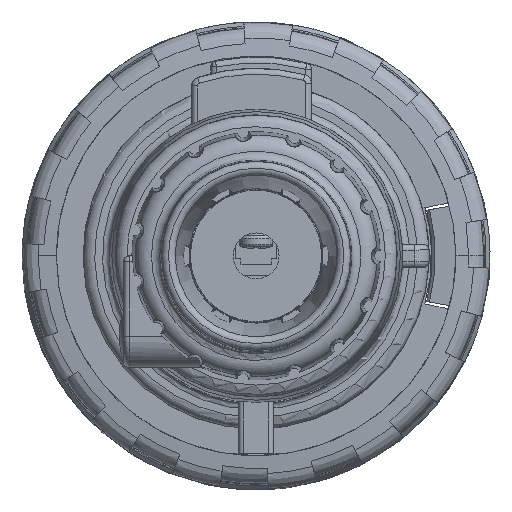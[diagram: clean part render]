
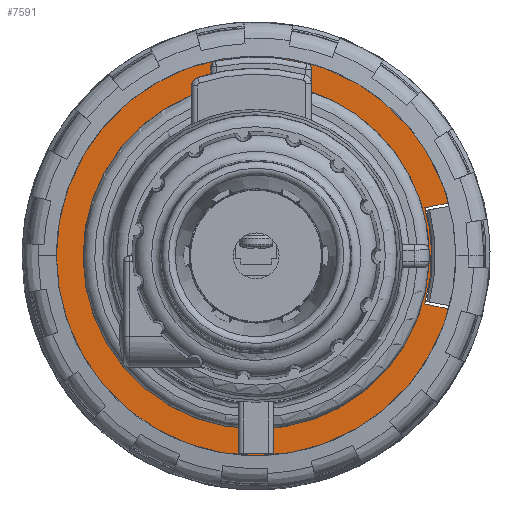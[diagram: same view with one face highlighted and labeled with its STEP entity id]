
A CAD part, front view. The second image highlights one B-rep face of the part: STEP entity #7591.
In plain terms, the highlighted planar face has unit normal (0, -1, 0).
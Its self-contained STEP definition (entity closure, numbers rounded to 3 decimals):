
#233=ELLIPSE('',#26603,30.15,30.15);
#985=LINE('',#53525,#2312);
#986=LINE('',#53531,#2313);
#1036=LINE('',#53914,#2363);
#1037=LINE('',#53921,#2364);
#2312=VECTOR('',#31094,1.);
#2313=VECTOR('',#31105,1.);
#2363=VECTOR('',#31237,1.);
#2364=VECTOR('',#31240,1.);
#5267=PLANE('',#26605);
#7591=ADVANCED_FACE('',(#8475,#8476,#8477),#5267,.T.);
#8475=FACE_BOUND('',#9734,.T.);
#8476=FACE_BOUND('',#9735,.T.);
#8477=FACE_BOUND('',#9736,.T.);
#9734=EDGE_LOOP('',(#15089,#15090,#15091,#15092));
#9735=EDGE_LOOP('',(#15093));
#9736=EDGE_LOOP('',(#15094,#15095,#15096,#15097,#15098,#15099));
#15089=ORIENTED_EDGE('',*,*,#22713,.T.);
#15090=ORIENTED_EDGE('',*,*,#22686,.T.);
#15091=ORIENTED_EDGE('',*,*,#22484,.F.);
#15092=ORIENTED_EDGE('',*,*,#22688,.F.);
#15093=ORIENTED_EDGE('',*,*,#22714,.T.);
#15094=ORIENTED_EDGE('',*,*,#22589,.T.);
#15095=ORIENTED_EDGE('',*,*,#22605,.T.);
#15096=ORIENTED_EDGE('',*,*,#22599,.T.);
#15097=ORIENTED_EDGE('',*,*,#22604,.T.);
#15098=ORIENTED_EDGE('',*,*,#22594,.F.);
#15099=ORIENTED_EDGE('',*,*,#22602,.F.);
#19308=VERTEX_POINT('',#53062);
#19309=VERTEX_POINT('',#53063);
#19381=VERTEX_POINT('',#53500);
#19382=VERTEX_POINT('',#53502);
#19383=VERTEX_POINT('',#53509);
#19384=VERTEX_POINT('',#53511);
#19385=VERTEX_POINT('',#53518);
#19386=VERTEX_POINT('',#53520);
#19447=VERTEX_POINT('',#53915);
#19448=VERTEX_POINT('',#53922);
#19462=VERTEX_POINT('',#53977);
#22484=EDGE_CURVE('',#19308,#19309,#24582,.T.);
#22589=EDGE_CURVE('',#19382,#19381,#24621,.T.);
#22594=EDGE_CURVE('',#19383,#19384,#24622,.T.);
#22599=EDGE_CURVE('',#19386,#19385,#24623,.T.);
#22602=EDGE_CURVE('',#19382,#19383,#985,.T.);
#22604=EDGE_CURVE('',#19385,#19384,#24626,.T.);
#22605=EDGE_CURVE('',#19381,#19386,#986,.T.);
#22686=EDGE_CURVE('',#19447,#19309,#1036,.T.);
#22688=EDGE_CURVE('',#19448,#19308,#1037,.T.);
#22713=EDGE_CURVE('',#19448,#19447,#233,.T.);
#22714=EDGE_CURVE('',#19462,#19462,#24654,.T.);
#24582=CIRCLE('',#26443,36.55);
#24621=CIRCLE('',#26520,30.5);
#24622=CIRCLE('',#26523,1.);
#24623=CIRCLE('',#26526,1.);
#24626=CIRCLE('',#26533,34.2);
#24654=CIRCLE('',#26604,29.75);
#26443=AXIS2_PLACEMENT_3D('',#53061,#30868,#30869);
#26520=AXIS2_PLACEMENT_3D('',#53501,#31065,#31066);
#26523=AXIS2_PLACEMENT_3D('',#53510,#31075,#31076);
#26526=AXIS2_PLACEMENT_3D('',#53519,#31085,#31086);
#26533=AXIS2_PLACEMENT_3D('',#53529,#31101,#31102);
#26603=AXIS2_PLACEMENT_3D('',#53975,#31306,#31307);
#26604=AXIS2_PLACEMENT_3D('',#53976,#31308,#31309);
#26605=AXIS2_PLACEMENT_3D('',#53978,#31310,#31311);
#30868=DIRECTION('',(0.,1.,0.));
#30869=DIRECTION('',(-1.,0.,0.));
#31065=DIRECTION('',(0.,-1.,0.));
#31066=DIRECTION('',(-1.,0.,0.));
#31075=DIRECTION('',(0.,-1.,0.));
#31076=DIRECTION('',(-1.,0.,0.));
#31085=DIRECTION('',(0.,1.,0.));
#31086=DIRECTION('',(-1.,0.,0.));
#31094=DIRECTION('',(0.,0.,1.));
#31101=DIRECTION('',(0.,1.,0.));
#31102=DIRECTION('',(-1.,0.,0.));
#31105=DIRECTION('',(0.,0.,1.));
#31237=DIRECTION('',(0.978,0.,0.208));
#31240=DIRECTION('',(0.978,0.,-0.208));
#31306=DIRECTION('',(0.,-1.,0.));
#31307=DIRECTION('',(-1.,0.,0.));
#31308=DIRECTION('',(0.,1.,0.));
#31309=DIRECTION('',(-1.,0.,0.));
#31310=DIRECTION('',(0.,-1.,0.));
#31311=DIRECTION('',(-1.,0.,0.));
#53061=CARTESIAN_POINT('',(0.,21.2,0.));
#53062=CARTESIAN_POINT('',(35.271,21.2,-9.583));
#53063=CARTESIAN_POINT('',(35.271,21.2,9.583));
#53500=CARTESIAN_POINT('',(-7.8,21.2,29.486));
#53501=CARTESIAN_POINT('',(0.,21.2,0.));
#53502=CARTESIAN_POINT('',(9.5,21.2,28.983));
#53509=CARTESIAN_POINT('',(9.5,21.2,32.093));
#53510=CARTESIAN_POINT('',(8.5,21.2,32.093));
#53511=CARTESIAN_POINT('',(8.756,21.2,33.06));
#53518=CARTESIAN_POINT('',(-7.005,21.2,33.475));
#53519=CARTESIAN_POINT('',(-6.8,21.2,32.496));
#53520=CARTESIAN_POINT('',(-7.8,21.2,32.496));
#53525=CARTESIAN_POINT('',(9.5,21.2,28.983));
#53529=CARTESIAN_POINT('',(0.,21.2,0.));
#53531=CARTESIAN_POINT('',(-7.8,21.2,0.));
#53914=CARTESIAN_POINT('',(-2.012,21.2,1.658));
#53915=CARTESIAN_POINT('',(28.999,21.2,8.25));
#53921=CARTESIAN_POINT('',(39.385,21.2,-10.458));
#53922=CARTESIAN_POINT('',(28.999,21.2,-8.25));
#53975=CARTESIAN_POINT('',(0.,21.2,0.));
#53976=CARTESIAN_POINT('',(0.,21.2,0.));
#53977=CARTESIAN_POINT('',(-29.75,21.2,0.));
#53978=CARTESIAN_POINT('',(-1.659,21.2,0.));
